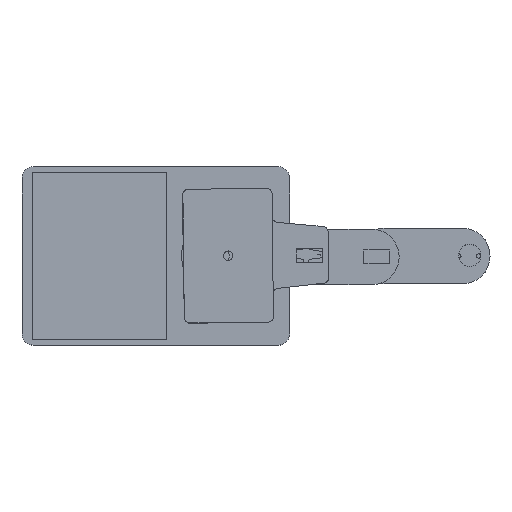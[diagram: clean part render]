
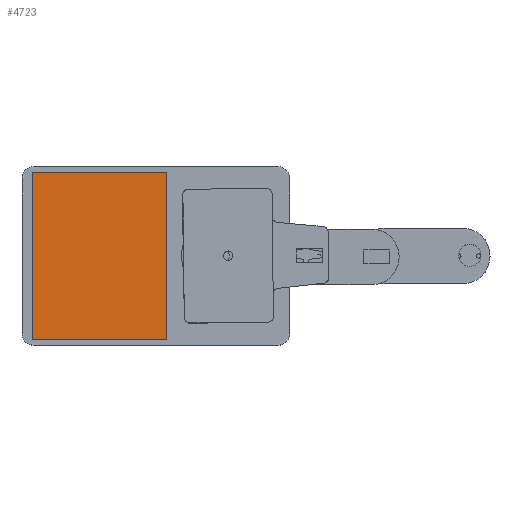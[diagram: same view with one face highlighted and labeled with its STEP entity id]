
A CAD part, top view. The second image highlights one B-rep face of the part: STEP entity #4723.
In plain terms, the highlighted planar face has unit normal (0, 0, 1).
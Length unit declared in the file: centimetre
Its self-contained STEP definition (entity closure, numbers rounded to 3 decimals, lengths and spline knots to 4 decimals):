
#316=PLANE('',#5168);
#498=FACE_OUTER_BOUND('',#805,.T.);
#805=EDGE_LOOP('',(#3348,#3349,#3350,#3351));
#1222=LINE('',#7305,#1609);
#1224=LINE('',#7309,#1611);
#1225=LINE('',#7311,#1612);
#1226=LINE('',#7312,#1613);
#1609=VECTOR('',#5780,1.);
#1611=VECTOR('',#5784,100.);
#1612=VECTOR('',#5785,100.);
#1613=VECTOR('',#5786,100.);
#2229=VERTEX_POINT('',#7302);
#2230=VERTEX_POINT('',#7304);
#2231=VERTEX_POINT('',#7308);
#2232=VERTEX_POINT('',#7310);
#2663=EDGE_CURVE('',#2229,#2230,#1222,.T.);
#2665=EDGE_CURVE('',#2231,#2229,#1224,.T.);
#2666=EDGE_CURVE('',#2232,#2231,#1225,.T.);
#2667=EDGE_CURVE('',#2230,#2232,#1226,.T.);
#3348=ORIENTED_EDGE('',*,*,#2665,.F.);
#3349=ORIENTED_EDGE('',*,*,#2666,.F.);
#3350=ORIENTED_EDGE('',*,*,#2667,.F.);
#3351=ORIENTED_EDGE('',*,*,#2663,.F.);
#4723=ADVANCED_FACE('',(#498),#316,.F.);
#5168=AXIS2_PLACEMENT_3D('',#7307,#5782,#5783);
#5780=DIRECTION('',(0.,1.,0.));
#5782=DIRECTION('center_axis',(0.,0.,
-1.));
#5783=DIRECTION('ref_axis',(0.,1.,0.));
#5784=DIRECTION('',(-1.,0.,0.));
#5785=DIRECTION('',(0.,-1.,0.));
#5786=DIRECTION('',(1.,0.,0.));
#7302=CARTESIAN_POINT('',(-11.0216,-7.45,0.5));
#7304=CARTESIAN_POINT('',(-11.0216,7.55,0.5));
#7305=CARTESIAN_POINT('',(-11.0216,7.55,0.5));
#7307=CARTESIAN_POINT('Origin',(-5.3631,0.05,0.5));
#7308=CARTESIAN_POINT('',(1.0119,-7.45,0.5));
#7309=CARTESIAN_POINT('',(-8.4881,-7.45,0.5));
#7310=CARTESIAN_POINT('',(1.0119,7.55,0.5));
#7311=CARTESIAN_POINT('',(1.0119,-7.45,0.5));
#7312=CARTESIAN_POINT('',(1.0119,7.55,0.5));
